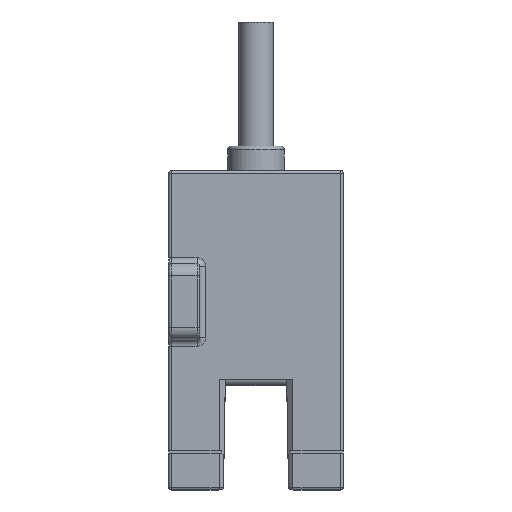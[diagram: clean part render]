
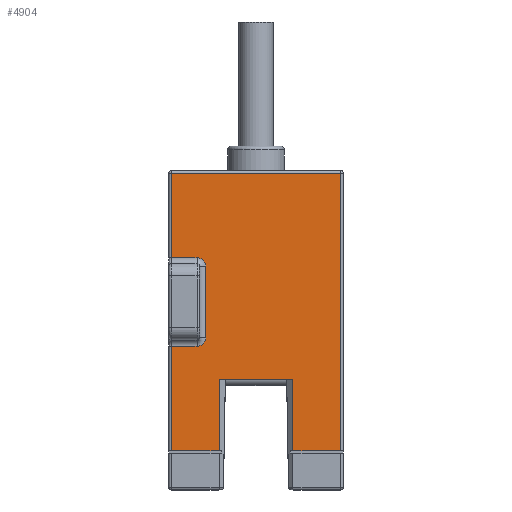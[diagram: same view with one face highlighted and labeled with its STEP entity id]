
A CAD part, top view. The second image highlights one B-rep face of the part: STEP entity #4904.
In plain terms, the highlighted planar face has unit normal (0, 0, 1).
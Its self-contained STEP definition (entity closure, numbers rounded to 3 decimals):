
#1231=DIRECTION('',(1.,0.,0.));
#1232=VECTOR('',#1231,13.8);
#1233=CARTESIAN_POINT('',(0.45,12.8,3.35));
#1234=LINE('',#1233,#1232);
#1235=DIRECTION('',(0.,-1.,0.));
#1236=VECTOR('',#1235,22.6);
#1237=CARTESIAN_POINT('',(14.25,12.8,3.35));
#1238=LINE('',#1237,#1236);
#1239=DIRECTION('',(0.,1.,0.));
#1240=VECTOR('',#1239,5.8);
#1241=CARTESIAN_POINT('',(10.35,-9.8,3.35));
#1242=LINE('',#1241,#1240);
#1243=DIRECTION('',(0.,-1.,0.));
#1244=VECTOR('',#1243,5.8);
#1245=CARTESIAN_POINT('',(4.35,-4.,3.35));
#1246=LINE('',#1245,#1244);
#1247=DIRECTION('',(0.,-1.,0.));
#1248=VECTOR('',#1247,8.5);
#1249=CARTESIAN_POINT('',(0.45,-1.3,3.35));
#1250=LINE('',#1249,#1248);
#1251=DIRECTION('',(1.,0.,0.));
#1252=VECTOR('',#1251,2.1);
#1253=CARTESIAN_POINT('',(0.45,-1.3,3.35));
#1254=LINE('',#1253,#1252);
#1255=DIRECTION('',(0.,-1.,0.));
#1256=VECTOR('',#1255,5.8);
#1257=CARTESIAN_POINT('',(3.25,5.2,3.35));
#1258=LINE('',#1257,#1256);
#1259=DIRECTION('',(1.,0.,0.));
#1260=VECTOR('',#1259,2.1);
#1261=CARTESIAN_POINT('',(0.45,5.9,3.35));
#1262=LINE('',#1261,#1260);
#1263=DIRECTION('',(0.,-1.,0.));
#1264=VECTOR('',#1263,6.9);
#1265=CARTESIAN_POINT('',(0.45,12.8,3.35));
#1266=LINE('',#1265,#1264);
#1307=DIRECTION('',(1.,0.,0.));
#1308=VECTOR('',#1307,3.9);
#1309=CARTESIAN_POINT('',(10.35,-9.8,3.35));
#1310=LINE('',#1309,#1308);
#1316=DIRECTION('',(1.,0.,0.));
#1317=VECTOR('',#1316,3.9);
#1318=CARTESIAN_POINT('',(0.45,-9.8,3.35));
#1319=LINE('',#1318,#1317);
#1348=CARTESIAN_POINT('',(2.55,-0.6,3.35));
#1349=DIRECTION('',(0.,0.,-1.));
#1350=DIRECTION('',(1.,0.,0.));
#1351=AXIS2_PLACEMENT_3D('',#1348,#1349,#1350);
#1368=CARTESIAN_POINT('',(2.55,5.2,3.35));
#1369=DIRECTION('',(0.,0.,-1.));
#1370=DIRECTION('',(0.,1.,0.));
#1371=AXIS2_PLACEMENT_3D('',#1368,#1369,#1370);
#1619=DIRECTION('',(1.,0.,0.));
#1620=VECTOR('',#1619,6.);
#1621=CARTESIAN_POINT('',(4.35,-4.,3.35));
#1622=LINE('',#1621,#1620);
#2549=CARTESIAN_POINT('',(10.35,-9.8,3.35));
#2550=CARTESIAN_POINT('',(10.35,-4.,3.35));
#2551=VERTEX_POINT('',#2549);
#2552=VERTEX_POINT('',#2550);
#2559=CARTESIAN_POINT('',(4.35,-9.8,3.35));
#2561=VERTEX_POINT('',#2559);
#2563=CARTESIAN_POINT('',(4.35,-4.,3.35));
#2564=VERTEX_POINT('',#2563);
#2633=CARTESIAN_POINT('',(0.45,-9.8,3.35));
#2635=VERTEX_POINT('',#2633);
#2639=CARTESIAN_POINT('',(0.45,-1.3,3.35));
#2640=VERTEX_POINT('',#2639);
#2665=CARTESIAN_POINT('',(0.45,5.9,3.35));
#2666=VERTEX_POINT('',#2665);
#2682=CARTESIAN_POINT('',(14.25,-9.8,3.35));
#2684=VERTEX_POINT('',#2682);
#2709=CARTESIAN_POINT('',(3.25,-0.6,3.35));
#2710=VERTEX_POINT('',#2709);
#2711=CARTESIAN_POINT('',(2.55,-1.3,3.35));
#2712=VERTEX_POINT('',#2711);
#2713=CARTESIAN_POINT('',(2.55,5.9,3.35));
#2714=VERTEX_POINT('',#2713);
#2715=CARTESIAN_POINT('',(3.25,5.2,3.35));
#2716=VERTEX_POINT('',#2715);
#2749=CARTESIAN_POINT('',(14.25,12.8,3.35));
#2751=VERTEX_POINT('',#2749);
#2771=CARTESIAN_POINT('',(0.45,12.8,3.35));
#2772=VERTEX_POINT('',#2771);
#4869=CARTESIAN_POINT('',(0.,13.,3.35));
#4870=DIRECTION('',(0.,0.,1.));
#4871=DIRECTION('',(0.,-1.,0.));
#4872=AXIS2_PLACEMENT_3D('',#4869,#4870,#4871);
#4873=PLANE('',#4872);
#4875=ORIENTED_EDGE('',*,*,#4874,.T.);
#4877=ORIENTED_EDGE('',*,*,#4876,.T.);
#4879=ORIENTED_EDGE('',*,*,#4878,.F.);
#4881=ORIENTED_EDGE('',*,*,#4880,.T.);
#4883=ORIENTED_EDGE('',*,*,#4882,.F.);
#4885=ORIENTED_EDGE('',*,*,#4884,.T.);
#4887=ORIENTED_EDGE('',*,*,#4886,.F.);
#4889=ORIENTED_EDGE('',*,*,#4888,.F.);
#4891=ORIENTED_EDGE('',*,*,#4890,.T.);
#4893=ORIENTED_EDGE('',*,*,#4892,.F.);
#4895=ORIENTED_EDGE('',*,*,#4894,.F.);
#4897=ORIENTED_EDGE('',*,*,#4896,.F.);
#4899=ORIENTED_EDGE('',*,*,#4898,.F.);
#4901=ORIENTED_EDGE('',*,*,#4900,.F.);
#4902=EDGE_LOOP('',(#4875,#4877,#4879,#4881,#4883,#4885,#4887,#4889,#4891,#4893,
#4895,#4897,#4899,#4901));
#4903=FACE_OUTER_BOUND('',#4902,.F.);
#4904=ADVANCED_FACE('',(#4903),#4873,.T.);
#1352=CIRCLE('',#1351,0.7);
#1372=CIRCLE('',#1371,0.7);
#4874=EDGE_CURVE('',#2772,#2751,#1234,.T.);
#4876=EDGE_CURVE('',#2751,#2684,#1238,.T.);
#4878=EDGE_CURVE('',#2551,#2684,#1310,.T.);
#4880=EDGE_CURVE('',#2551,#2552,#1242,.T.);
#4882=EDGE_CURVE('',#2564,#2552,#1622,.T.);
#4884=EDGE_CURVE('',#2564,#2561,#1246,.T.);
#4886=EDGE_CURVE('',#2635,#2561,#1319,.T.);
#4888=EDGE_CURVE('',#2640,#2635,#1250,.T.);
#4890=EDGE_CURVE('',#2640,#2712,#1254,.T.);
#4892=EDGE_CURVE('',#2710,#2712,#1352,.T.);
#4894=EDGE_CURVE('',#2716,#2710,#1258,.T.);
#4896=EDGE_CURVE('',#2714,#2716,#1372,.T.);
#4898=EDGE_CURVE('',#2666,#2714,#1262,.T.);
#4900=EDGE_CURVE('',#2772,#2666,#1266,.T.);
